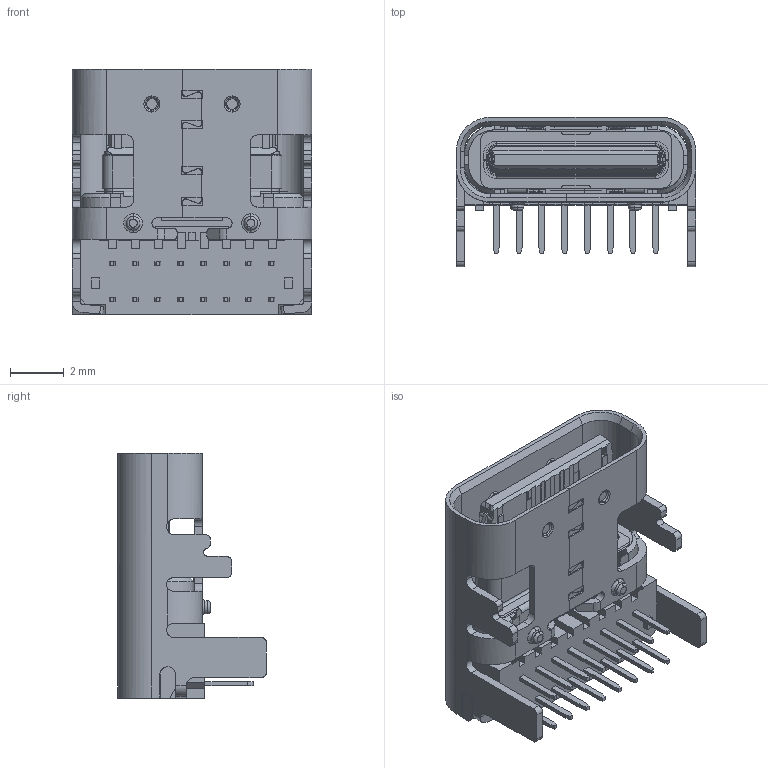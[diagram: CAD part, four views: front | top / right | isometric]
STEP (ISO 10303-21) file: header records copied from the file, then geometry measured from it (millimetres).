
FILE_DESCRIPTION (( 'STEP AP214' ), '1' );
FILE_NAME ('USB4085-GF-A.STEP', '2022-10-25T17:51:12', ( '' ), ( '' ), 'SwSTEP 2.0', 'SolidWorks 2017', '' );
FILE_SCHEMA (( 'AUTOMOTIVE_DESIGN' ));
Length unit declared in the file: millimetre
Products named in the file (5): USB4085-GF-A_PART1_1; Part27^USB4085-GF-A_1; USB4085-GF-A; USB4085-GF-A_1; USB4085-GF-A_PART2
Assembly tree (4 placements, depth 3):
  USB4085-GF-A
    USB4085-GF-A_1
      USB4085-GF-A_PART2
      USB4085-GF-A_PART1_1
      Part27^USB4085-GF-A_1
Bounding box: 8.94 x 5.56 x 9.17 mm (x, y, z)
Volume: 0.9 mm3; surface area: 702 mm2
Topology: 16 solids, 249 shells, 1081 faces, 3970 edges, 3157 vertices
Faces by surface type: plane 860, cylinder 135, bspline 72, cone 14
Entity records: 60929 total; most frequent: CARTESIAN_POINT 23284, ORIENTED_EDGE 6107, DIRECTION 5498, EDGE_CURVE 3970, VECTOR 3198, LINE 3198, VERTEX_POINT 3157, AXIS2_PLACEMENT_3D 1150
